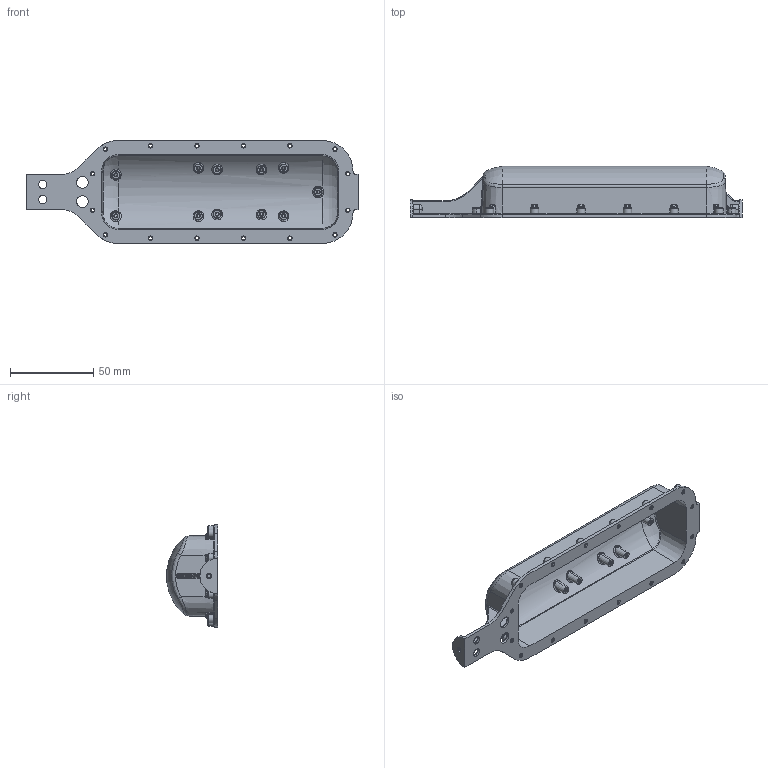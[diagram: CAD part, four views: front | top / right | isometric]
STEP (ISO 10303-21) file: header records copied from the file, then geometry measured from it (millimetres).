
FILE_DESCRIPTION (( 'STEP AP214' ), '1' );
FILE_NAME ('BWL_enclosure_top_CNC_iss02_190919.STEP', '2019-09-19T16:45:25', ( '' ), ( '' ), 'SwSTEP 2.0', 'SolidWorks 2018', '' );
FILE_SCHEMA (( 'AUTOMOTIVE_DESIGN' ));
Length unit declared in the file: millimetre
Products named in the file (1): BWL_enclosure_top_CNC_iss02_190919
Bounding box: 200 x 30.75 x 62 mm (x, y, z)
Volume: 40805.8 mm3; surface area: 41647.1 mm2
Topology: 1 solids, 1 shells, 954 faces, 2323 edges, 1345 vertices
Faces by surface type: cylinder 329, bspline 280, torus 150, plane 147, cone 40, sphere 8
Entity records: 37358 total; most frequent: CARTESIAN_POINT 17260, ORIENTED_EDGE 4516, DIRECTION 3916, EDGE_CURVE 2258, AXIS2_PLACEMENT_3D 1665, VERTEX_POINT 1345, EDGE_LOOP 1041, CIRCLE 990
